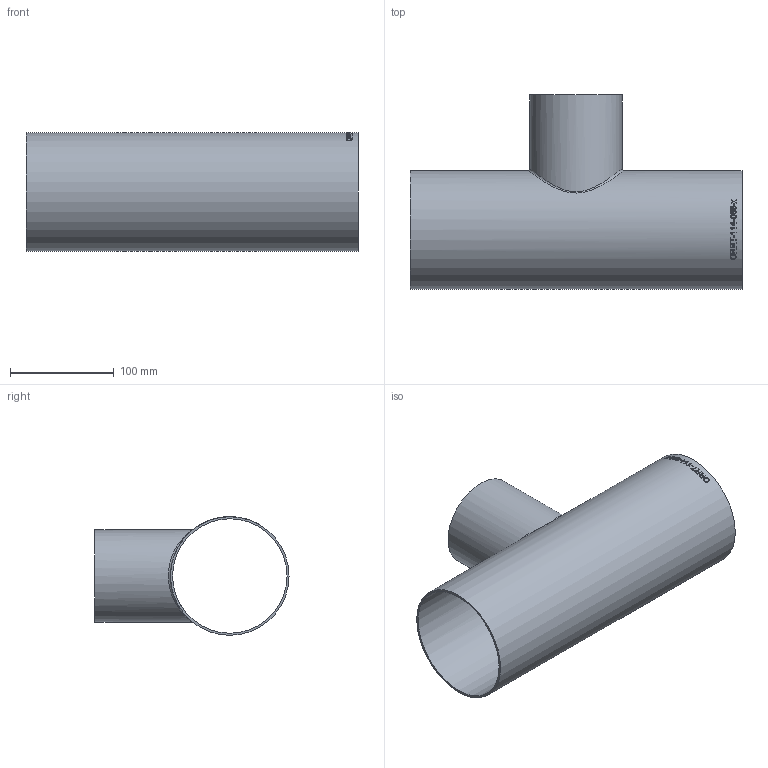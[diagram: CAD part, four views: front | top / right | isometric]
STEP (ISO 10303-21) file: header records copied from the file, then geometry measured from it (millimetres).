
FILE_DESCRIPTION (( 'STEP AP214' ), '1' );
FILE_NAME ('ORRT-114-088-x T-Stück reduziert 2004.STEP', '2020-04-08T08:11:32', ( '' ), ( '' ), 'SwSTEP 2.0', 'SolidWorks 2019', '' );
FILE_SCHEMA (( 'AUTOMOTIVE_DESIGN' ));
Length unit declared in the file: millimetre
Products named in the file (1): ORRT-114-088-x T-Stück reduziert 2004
Bounding box: 320 x 187.15 x 114.3 mm (x, y, z)
Volume: 258377.8 mm3; surface area: 260104.6 mm2
Topology: 1 solids, 1 shells, 183 faces, 469 edges, 312 vertices
Faces by surface type: bspline 89, plane 67, cylinder 27
Full cylindrical faces by diameter (mm): 84.9 x1, 88.9 x1, 110.3 x1, 114.3 x1
Entity records: 24015 total; most frequent: CARTESIAN_POINT 18473, ORIENTED_EDGE 926, EDGE_CURVE 463, DIRECTION 450, VERTEX_POINT 312, B_SPLINE_CURVE_WITH_KNOTS 281, EDGE_LOOP 217, FACE_OUTER_BOUND 189
